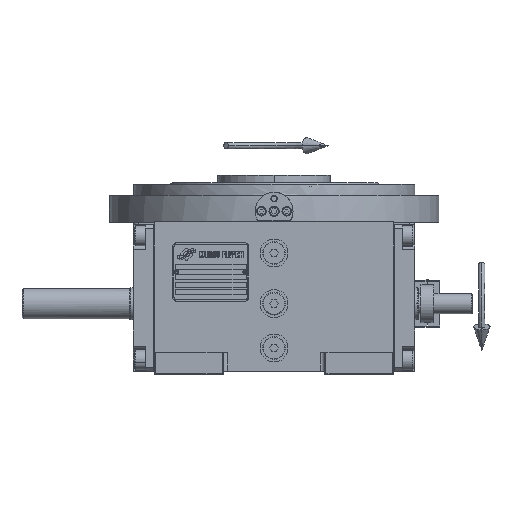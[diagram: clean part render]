
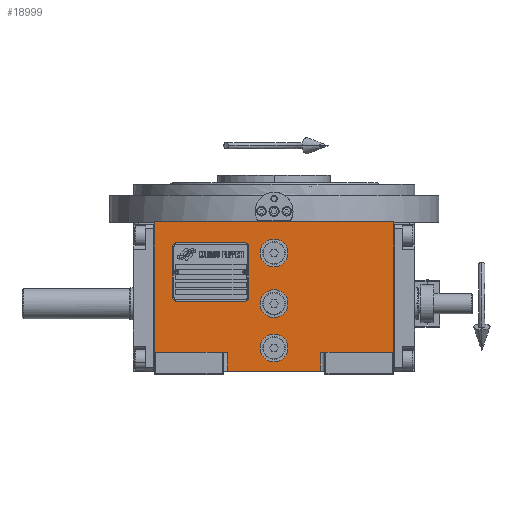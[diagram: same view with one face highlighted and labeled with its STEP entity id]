
A CAD part, top view. The second image highlights one B-rep face of the part: STEP entity #18999.
In plain terms, the highlighted planar face has unit normal (0, 0, 1).
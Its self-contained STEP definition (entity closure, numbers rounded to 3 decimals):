
#2076 = CARTESIAN_POINT ( 'NONE',  ( 0., 40., 163.5 ) ) ;
#2239 = VERTEX_POINT ( 'NONE', #41412 ) ;
#2641 = DIRECTION ( 'NONE',  ( 0., 0., 1. ) ) ;
#2762 = EDGE_CURVE ( 'NONE', #24036, #19367, #60939, .T. ) ;
#3405 = DIRECTION ( 'NONE',  ( 1., 0., 0. ) ) ;
#4076 = CARTESIAN_POINT ( 'NONE',  ( -37., -53.5, 163.5 ) ) ;
#5260 = FACE_BOUND ( 'NONE', #45813, .T. ) ;
#5827 = VECTOR ( 'NONE', #64064, 1000. ) ;
#6276 = ORIENTED_EDGE ( 'NONE', *, *, #8587, .T. ) ;
#6357 = DIRECTION ( 'NONE',  ( 1., 0., 0. ) ) ;
#6724 = EDGE_CURVE ( 'NONE', #19042, #17739, #34032, .T. ) ;
#7364 = AXIS2_PLACEMENT_3D ( 'NONE', #51035, #22719, #69422 ) ;
#7584 = CARTESIAN_POINT ( 'NONE',  ( -94.5, 64.5, 163.5 ) ) ;
#8587 = EDGE_CURVE ( 'NONE', #54370, #54442, #62324, .T. ) ;
#8932 = AXIS2_PLACEMENT_3D ( 'NONE', #2076, #49134, #20812 ) ;
#9127 = DIRECTION ( 'NONE',  ( 1., 0., 0. ) ) ;
#9384 = CARTESIAN_POINT ( 'NONE',  ( -11., 0., 163.5 ) ) ;
#9498 = EDGE_LOOP ( 'NONE', ( #58386, #20535 ) ) ;
#9750 = VECTOR ( 'NONE', #33655, 1000. ) ;
#12039 = CARTESIAN_POINT ( 'NONE',  ( -11., 40., 163.5 ) ) ;
#13876 = VERTEX_POINT ( 'NONE', #33500 ) ;
#14424 = CARTESIAN_POINT ( 'NONE',  ( 0., -35., 163.5 ) ) ;
#16363 = EDGE_CURVE ( 'NONE', #2239, #62260, #66693, .T. ) ;
#17423 = ORIENTED_EDGE ( 'NONE', *, *, #18925, .F. ) ;
#17476 = PLANE ( 'NONE',  #63951 ) ;
#17739 = VERTEX_POINT ( 'NONE', #52294 ) ;
#18925 = EDGE_CURVE ( 'NONE', #29593, #20631, #74522, .T. ) ;
#18999 = ADVANCED_FACE ( 'NONE', ( #53071, #69180, #5260, #63787 ), #17476, .T. ) ;
#19042 = VERTEX_POINT ( 'NONE', #75269 ) ;
#19367 = VERTEX_POINT ( 'NONE', #9384 ) ;
#20245 = AXIS2_PLACEMENT_3D ( 'NONE', #14424, #20579, #56148 ) ;
#20535 = ORIENTED_EDGE ( 'NONE', *, *, #29737, .F. ) ;
#20579 = DIRECTION ( 'NONE',  ( 0., 0., 1. ) ) ;
#20631 = VERTEX_POINT ( 'NONE', #7584 ) ;
#20812 = DIRECTION ( 'NONE',  ( -1., 0., 0. ) ) ;
#20968 = CARTESIAN_POINT ( 'NONE',  ( -94.5, -38.5, 163.5 ) ) ;
#20972 = EDGE_CURVE ( 'NONE', #32392, #13876, #32124, .T. ) ;
#21062 = AXIS2_PLACEMENT_3D ( 'NONE', #44825, #68190, #43696 ) ;
#21311 = LINE ( 'NONE', #44664, #54556 ) ;
#22669 = ORIENTED_EDGE ( 'NONE', *, *, #64629, .T. ) ;
#22719 = DIRECTION ( 'NONE',  ( 0., 0., 1. ) ) ;
#24036 = VERTEX_POINT ( 'NONE', #38049 ) ;
#26315 = ORIENTED_EDGE ( 'NONE', *, *, #16363, .F. ) ;
#27203 = ORIENTED_EDGE ( 'NONE', *, *, #20972, .F. ) ;
#28015 = CIRCLE ( 'NONE', #72021, 11. ) ;
#29593 = VERTEX_POINT ( 'NONE', #39872 ) ;
#29737 = EDGE_CURVE ( 'NONE', #19367, #24036, #28015, .T. ) ;
#30649 = DIRECTION ( 'NONE',  ( -1., 0., 0. ) ) ;
#31085 = LINE ( 'NONE', #54456, #58936 ) ;
#31361 = ORIENTED_EDGE ( 'NONE', *, *, #6724, .T. ) ;
#32124 = CIRCLE ( 'NONE', #8932, 11. ) ;
#32392 = VERTEX_POINT ( 'NONE', #12039 ) ;
#33140 = VERTEX_POINT ( 'NONE', #45118 ) ;
#33500 = CARTESIAN_POINT ( 'NONE',  ( 11., 40., 163.5 ) ) ;
#33655 = DIRECTION ( 'NONE',  ( 0., -1., 0. ) ) ;
#33933 = DIRECTION ( 'NONE',  ( 0., 1., 0. ) ) ;
#34032 = LINE ( 'NONE', #50149, #75647 ) ;
#34141 = ORIENTED_EDGE ( 'NONE', *, *, #73321, .T. ) ;
#34586 = CARTESIAN_POINT ( 'NONE',  ( -94.5, 64.5, 163.5 ) ) ;
#35049 = ORIENTED_EDGE ( 'NONE', *, *, #38381, .F. ) ;
#35271 = DIRECTION ( 'NONE',  ( 0., 0., 1. ) ) ;
#35452 = DIRECTION ( 'NONE',  ( 0., 0., 1. ) ) ;
#35687 = CIRCLE ( 'NONE', #21062, 11. ) ;
#35722 = LINE ( 'NONE', #34586, #5827 ) ;
#38049 = CARTESIAN_POINT ( 'NONE',  ( 11., 0., 163.5 ) ) ;
#38381 = EDGE_CURVE ( 'NONE', #20631, #17739, #35722, .T. ) ;
#38627 = CARTESIAN_POINT ( 'NONE',  ( -37., -53.5, 163.5 ) ) ;
#39636 = CARTESIAN_POINT ( 'NONE',  ( 37., -53.5, 163.5 ) ) ;
#39872 = CARTESIAN_POINT ( 'NONE',  ( -94.5, -38.5, 163.5 ) ) ;
#41412 = CARTESIAN_POINT ( 'NONE',  ( 11., -35., 163.5 ) ) ;
#42850 = AXIS2_PLACEMENT_3D ( 'NONE', #54681, #2641, #3405 ) ;
#43040 = VERTEX_POINT ( 'NONE', #55208 ) ;
#43239 = VECTOR ( 'NONE', #56244, 1000. ) ;
#43696 = DIRECTION ( 'NONE',  ( -1., 0., 0. ) ) ;
#43973 = CARTESIAN_POINT ( 'NONE',  ( -37., -53.5, 163.5 ) ) ;
#44664 = CARTESIAN_POINT ( 'NONE',  ( 37., -38.5, 163.5 ) ) ;
#44825 = CARTESIAN_POINT ( 'NONE',  ( 0., -35., 163.5 ) ) ;
#45118 = CARTESIAN_POINT ( 'NONE',  ( 37., -38.5, 163.5 ) ) ;
#45813 = EDGE_LOOP ( 'NONE', ( #51825, #27203 ) ) ;
#49134 = DIRECTION ( 'NONE',  ( 0., 0., 1. ) ) ;
#50128 = CIRCLE ( 'NONE', #7364, 11. ) ;
#50149 = CARTESIAN_POINT ( 'NONE',  ( 94.5, -38.5, 163.5 ) ) ;
#50527 = DIRECTION ( 'NONE',  ( 0., 1., 0. ) ) ;
#50583 = EDGE_CURVE ( 'NONE', #33140, #54442, #58542, .T. ) ;
#51035 = CARTESIAN_POINT ( 'NONE',  ( 0., 40., 163.5 ) ) ;
#51284 = ORIENTED_EDGE ( 'NONE', *, *, #50583, .F. ) ;
#51825 = ORIENTED_EDGE ( 'NONE', *, *, #60558, .F. ) ;
#52141 = EDGE_LOOP ( 'NONE', ( #26315, #75266 ) ) ;
#52294 = CARTESIAN_POINT ( 'NONE',  ( 94.5, 64.5, 163.5 ) ) ;
#52799 = CARTESIAN_POINT ( 'NONE',  ( 37., -38.5, 163.5 ) ) ;
#53071 = FACE_BOUND ( 'NONE', #9498, .T. ) ;
#53483 = EDGE_CURVE ( 'NONE', #62260, #2239, #35687, .T. ) ;
#53890 = CARTESIAN_POINT ( 'NONE',  ( -11., -35., 163.5 ) ) ;
#54370 = VERTEX_POINT ( 'NONE', #4076 ) ;
#54442 = VERTEX_POINT ( 'NONE', #39636 ) ;
#54456 = CARTESIAN_POINT ( 'NONE',  ( -94.5, -38.5, 163.5 ) ) ;
#54556 = VECTOR ( 'NONE', #6357, 1000. ) ;
#54681 = CARTESIAN_POINT ( 'NONE',  ( 0., 0., 163.5 ) ) ;
#55050 = VECTOR ( 'NONE', #9127, 1000. ) ;
#55208 = CARTESIAN_POINT ( 'NONE',  ( -37., -38.5, 163.5 ) ) ;
#56148 = DIRECTION ( 'NONE',  ( 1., 0., 0. ) ) ;
#56244 = DIRECTION ( 'NONE',  ( 0., 1., 0. ) ) ;
#58386 = ORIENTED_EDGE ( 'NONE', *, *, #2762, .F. ) ;
#58542 = LINE ( 'NONE', #52799, #9750 ) ;
#58936 = VECTOR ( 'NONE', #70962, 1000. ) ;
#60558 = EDGE_CURVE ( 'NONE', #13876, #32392, #50128, .T. ) ;
#60939 = CIRCLE ( 'NONE', #42850, 11. ) ;
#62260 = VERTEX_POINT ( 'NONE', #53890 ) ;
#62324 = LINE ( 'NONE', #43973, #55050 ) ;
#62419 = ORIENTED_EDGE ( 'NONE', *, *, #67888, .F. ) ;
#63787 = FACE_OUTER_BOUND ( 'NONE', #74039, .T. ) ;
#63951 = AXIS2_PLACEMENT_3D ( 'NONE', #75651, #35452, #70312 ) ;
#64064 = DIRECTION ( 'NONE',  ( 1., 0., 0. ) ) ;
#64629 = EDGE_CURVE ( 'NONE', #29593, #43040, #31085, .T. ) ;
#66693 = CIRCLE ( 'NONE', #20245, 11. ) ;
#67888 = EDGE_CURVE ( 'NONE', #54370, #43040, #68509, .T. ) ;
#68190 = DIRECTION ( 'NONE',  ( 0., 0., 1. ) ) ;
#68509 = LINE ( 'NONE', #38627, #43239 ) ;
#69180 = FACE_BOUND ( 'NONE', #52141, .T. ) ;
#69422 = DIRECTION ( 'NONE',  ( 1., 0., 0. ) ) ;
#70312 = DIRECTION ( 'NONE',  ( 1., 0., 0. ) ) ;
#70890 = CARTESIAN_POINT ( 'NONE',  ( 0., 0., 163.5 ) ) ;
#70962 = DIRECTION ( 'NONE',  ( 1., 0., 0. ) ) ;
#72021 = AXIS2_PLACEMENT_3D ( 'NONE', #70890, #35271, #30649 ) ;
#73321 = EDGE_CURVE ( 'NONE', #33140, #19042, #21311, .T. ) ;
#74039 = EDGE_LOOP ( 'NONE', ( #6276, #51284, #34141, #31361, #35049, #17423, #22669, #62419 ) ) ;
#74522 = LINE ( 'NONE', #20968, #75657 ) ;
#75266 = ORIENTED_EDGE ( 'NONE', *, *, #53483, .F. ) ;
#75269 = CARTESIAN_POINT ( 'NONE',  ( 94.5, -38.5, 163.5 ) ) ;
#75647 = VECTOR ( 'NONE', #50527, 1000. ) ;
#75651 = CARTESIAN_POINT ( 'NONE',  ( -94.5, -53.5, 163.5 ) ) ;
#75657 = VECTOR ( 'NONE', #33933, 1000. ) ;
